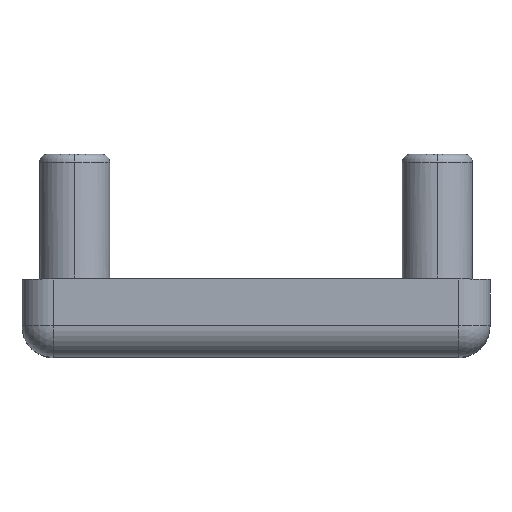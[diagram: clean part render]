
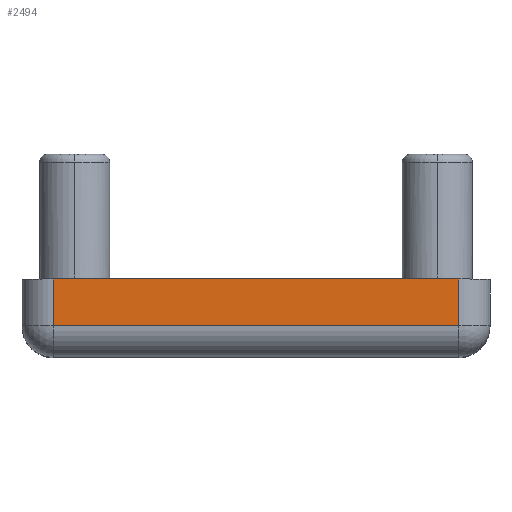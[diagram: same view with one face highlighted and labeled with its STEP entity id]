
A CAD part, top view. The second image highlights one B-rep face of the part: STEP entity #2494.
In plain terms, the highlighted planar face has unit normal (0, 0, 1).
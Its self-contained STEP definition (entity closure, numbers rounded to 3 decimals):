
#103 = ORIENTED_EDGE ( 'NONE', *, *, #1293, .T. ) ;
#648 = DIRECTION ( 'NONE',  ( -1., 0., 0. ) ) ;
#755 = EDGE_CURVE ( 'NONE', #5337, #5823, #5082, .T. ) ;
#785 = CARTESIAN_POINT ( 'NONE',  ( 13., 5., 15. ) ) ;
#1068 = ORIENTED_EDGE ( 'NONE', *, *, #5855, .F. ) ;
#1291 = VECTOR ( 'NONE', #5012, 1000. ) ;
#1293 = EDGE_CURVE ( 'NONE', #2087, #7023, #2909, .T. ) ;
#1484 = LINE ( 'NONE', #1900, #4295 ) ;
#1790 = EDGE_CURVE ( 'NONE', #7023, #5823, #1484, .T. ) ;
#1843 = CARTESIAN_POINT ( 'NONE',  ( -13., 5., 15. ) ) ;
#1900 = CARTESIAN_POINT ( 'NONE',  ( -13., 2., 15. ) ) ;
#2087 = VERTEX_POINT ( 'NONE', #1843 ) ;
#2096 = VECTOR ( 'NONE', #6075, 1000. ) ;
#2447 = VECTOR ( 'NONE', #4736, 1000. ) ;
#2494 = ADVANCED_FACE ( 'NONE', ( #7389 ), #3053, .F. ) ;
#2679 = AXIS2_PLACEMENT_3D ( 'NONE', #5440, #4249, #648 ) ;
#2909 = LINE ( 'NONE', #4402, #1291 ) ;
#3053 = PLANE ( 'NONE',  #2679 ) ;
#3088 = EDGE_LOOP ( 'NONE', ( #103, #3507, #6456, #1068 ) ) ;
#3507 = ORIENTED_EDGE ( 'NONE', *, *, #1790, .T. ) ;
#4035 = LINE ( 'NONE', #4139, #2447 ) ;
#4139 = CARTESIAN_POINT ( 'NONE',  ( -13., 5., 15. ) ) ;
#4249 = DIRECTION ( 'NONE',  ( 0., 0., -1. ) ) ;
#4295 = VECTOR ( 'NONE', #4882, 1000. ) ;
#4402 = CARTESIAN_POINT ( 'NONE',  ( -13., 5., 15. ) ) ;
#4736 = DIRECTION ( 'NONE',  ( 1., 0., 0. ) ) ;
#4882 = DIRECTION ( 'NONE',  ( 1., 0., 0. ) ) ;
#5012 = DIRECTION ( 'NONE',  ( 0., -1., 0. ) ) ;
#5082 = LINE ( 'NONE', #7261, #2096 ) ;
#5337 = VERTEX_POINT ( 'NONE', #785 ) ;
#5440 = CARTESIAN_POINT ( 'NONE',  ( -13., 5., 15. ) ) ;
#5823 = VERTEX_POINT ( 'NONE', #7722 ) ;
#5855 = EDGE_CURVE ( 'NONE', #2087, #5337, #4035, .T. ) ;
#6075 = DIRECTION ( 'NONE',  ( 0., -1., 0. ) ) ;
#6456 = ORIENTED_EDGE ( 'NONE', *, *, #755, .F. ) ;
#7023 = VERTEX_POINT ( 'NONE', #7475 ) ;
#7261 = CARTESIAN_POINT ( 'NONE',  ( 13., 5., 15. ) ) ;
#7389 = FACE_OUTER_BOUND ( 'NONE', #3088, .T. ) ;
#7475 = CARTESIAN_POINT ( 'NONE',  ( -13., 2., 15. ) ) ;
#7722 = CARTESIAN_POINT ( 'NONE',  ( 13., 2., 15. ) ) ;
